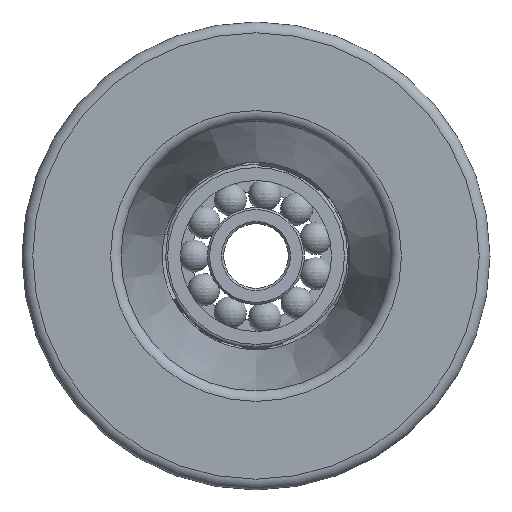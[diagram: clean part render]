
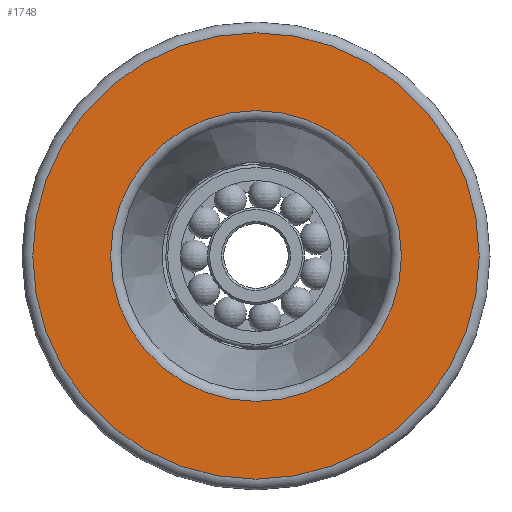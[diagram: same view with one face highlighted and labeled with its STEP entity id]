
A CAD part, left-side view. The second image highlights one B-rep face of the part: STEP entity #1748.
In plain terms, the highlighted planar face has unit normal (-1, 0, 0).
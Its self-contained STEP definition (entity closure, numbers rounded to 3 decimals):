
#341=FACE_BOUND('',#617,.T.);
#372=PLANE('',#1921);
#472=FACE_OUTER_BOUND('',#616,.T.);
#616=EDGE_LOOP('',(#797));
#617=EDGE_LOOP('',(#798));
#797=ORIENTED_EDGE('',*,*,#1224,.F.);
#798=ORIENTED_EDGE('',*,*,#1223,.F.);
#1223=EDGE_CURVE('',#1463,#1463,#1629,.T.);
#1224=EDGE_CURVE('',#1464,#1464,#1630,.T.);
#1463=VERTEX_POINT('',#2775);
#1464=VERTEX_POINT('',#2778);
#1629=CIRCLE('',#1920,13.483);
#1630=CIRCLE('',#1922,20.7);
#1748=ADVANCED_FACE('',(#472,#341),#372,.T.);
#1920=AXIS2_PLACEMENT_3D('',#2776,#2223,#2224);
#1921=AXIS2_PLACEMENT_3D('',#2777,#2225,#2226);
#1922=AXIS2_PLACEMENT_3D('',#2779,#2227,#2228);
#2223=DIRECTION('center_axis',(-1.,0.,0.));
#2224=DIRECTION('ref_axis',(0.,0.,1.));
#2225=DIRECTION('center_axis',(-1.,0.,0.));
#2226=DIRECTION('ref_axis',(0.,0.,1.));
#2227=DIRECTION('center_axis',(1.,0.,0.));
#2228=DIRECTION('ref_axis',(0.,0.,1.));
#2775=CARTESIAN_POINT('',(-20.,0.,-13.483));
#2776=CARTESIAN_POINT('Origin',(-20.,0.,0.));
#2777=CARTESIAN_POINT('Origin',(-20.,0.,-21.7));
#2778=CARTESIAN_POINT('',(-20.,0.,-20.7));
#2779=CARTESIAN_POINT('Origin',(-20.,0.,0.));
